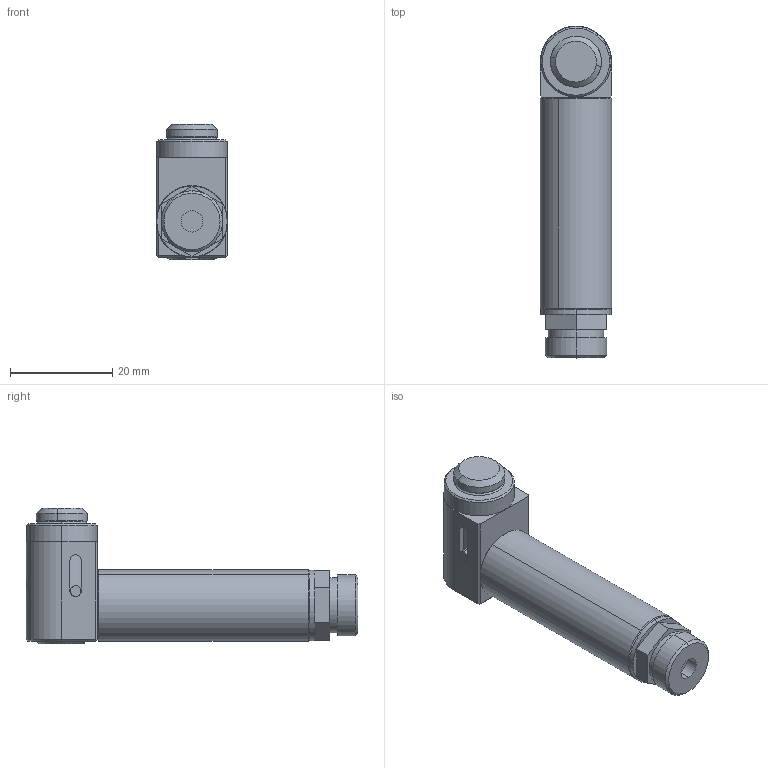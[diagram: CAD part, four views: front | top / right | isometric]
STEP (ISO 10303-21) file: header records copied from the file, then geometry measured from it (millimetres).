
FILE_DESCRIPTION (( 'STEP AP214' ), '1' );
FILE_NAME ('CA.PPS.1406.STEP', '2018-02-22T12:00:59', ( 'PC WORKSTATION' ), ( '' ), 'SwSTEP 2.0', 'SolidWorks 2017', '' );
FILE_SCHEMA (( 'AUTOMOTIVE_DESIGN' ));
Length unit declared in the file: millimetre
Products named in the file (8): PPS.1406.07.V; Spina; SP.2x5M6; PPS.1406.06_1; PPS.1406.05_1; GRF14.95.02_1; GRF14.95.01_1; CA.PPS.1406
Assembly tree (7 placements, depth 2):
  CA.PPS.1406
    GRF14.95.01_1
    GRF14.95.02_1
    PPS.1406.05_1
    PPS.1406.06_1
    SP.2x5M6
    Spina
    PPS.1406.07.V
Bounding box: 14 x 65 x 26.5 mm (x, y, z)
Volume: 14665.2 mm3; surface area: 6426.9 mm2
Topology: 7 solids, 7 shells, 157 faces, 342 edges, 215 vertices
Faces by surface type: cylinder 62, plane 60, cone 35
Entity records: 4842 total; most frequent: CARTESIAN_POINT 986, DIRECTION 790, ORIENTED_EDGE 684, EDGE_CURVE 342, AXIS2_PLACEMENT_3D 311, VERTEX_POINT 215, EDGE_LOOP 173, LINE 168
